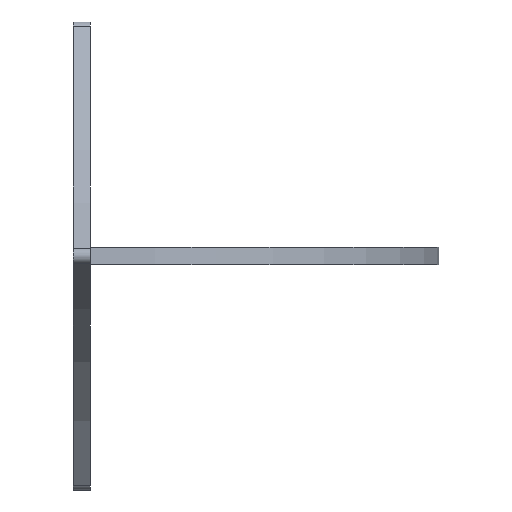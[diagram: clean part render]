
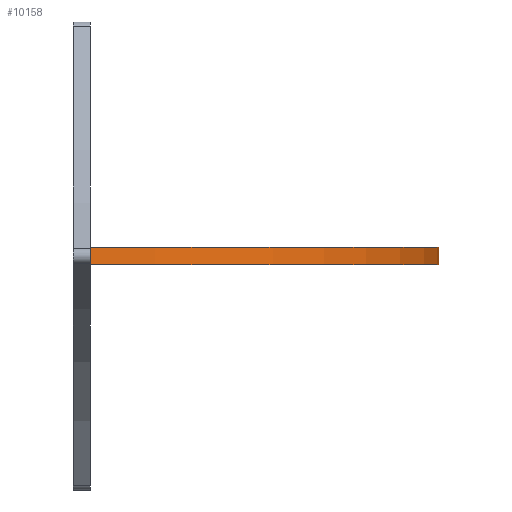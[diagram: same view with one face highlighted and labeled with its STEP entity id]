
A CAD part, front view. The second image highlights one B-rep face of the part: STEP entity #10158.
In plain terms, the highlighted cylindrical face has radius 92 mm (diameter 184 mm), a partial arc.
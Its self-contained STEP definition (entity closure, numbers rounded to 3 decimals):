
#308 = CARTESIAN_POINT ( 'NONE',  ( -9.879, 66.468, 2. ) ) ;
#495 = DIRECTION ( 'NONE',  ( 0., 0., 1. ) ) ;
#680 = CARTESIAN_POINT ( 'NONE',  ( 0., -25., -2. ) ) ;
#718 = AXIS2_PLACEMENT_3D ( 'NONE', #3596, #495, #1546 ) ;
#755 = DIRECTION ( 'NONE',  ( 0., 0., -1. ) ) ;
#974 = EDGE_LOOP ( 'NONE', ( #7344, #3824, #8969, #9821 ) ) ;
#1222 = DIRECTION ( 'NONE',  ( 0., 0., 1. ) ) ;
#1351 = DIRECTION ( 'NONE',  ( 1., 0., 0. ) ) ;
#1536 = FACE_OUTER_BOUND ( 'NONE', #974, .T. ) ;
#1546 = DIRECTION ( 'NONE',  ( 1., 0., 0. ) ) ;
#1972 = AXIS2_PLACEMENT_3D ( 'NONE', #308, #1222, #1351 ) ;
#2018 = VECTOR ( 'NONE', #8490, 1000. ) ;
#2280 = VERTEX_POINT ( 'NONE', #680 ) ;
#2307 = AXIS2_PLACEMENT_3D ( 'NONE', #6751, #755, #2820 ) ;
#2648 = CIRCLE ( 'NONE', #1972, 92. ) ;
#2820 = DIRECTION ( 'NONE',  ( -1., 0., 0. ) ) ;
#3363 = CARTESIAN_POINT ( 'NONE',  ( 0., -25., 2. ) ) ;
#3596 = CARTESIAN_POINT ( 'NONE',  ( -9.879, 66.468, -2. ) ) ;
#3734 = VERTEX_POINT ( 'NONE', #4240 ) ;
#3824 = ORIENTED_EDGE ( 'NONE', *, *, #8484, .F. ) ;
#4169 = VERTEX_POINT ( 'NONE', #10000 ) ;
#4240 = CARTESIAN_POINT ( 'NONE',  ( 0., -25., 2. ) ) ;
#4629 = DIRECTION ( 'NONE',  ( 0., 0., -1. ) ) ;
#5267 = LINE ( 'NONE', #3363, #2018 ) ;
#5408 = CIRCLE ( 'NONE', #718, 92. ) ;
#6639 = CARTESIAN_POINT ( 'NONE',  ( 82., 71.189, -2. ) ) ;
#6751 = CARTESIAN_POINT ( 'NONE',  ( -9.879, 66.468, 2. ) ) ;
#7344 = ORIENTED_EDGE ( 'NONE', *, *, #9892, .T. ) ;
#7619 = VERTEX_POINT ( 'NONE', #6639 ) ;
#7869 = CYLINDRICAL_SURFACE ( 'NONE', #2307, 92. ) ;
#8181 = LINE ( 'NONE', #9545, #9280 ) ;
#8484 = EDGE_CURVE ( 'NONE', #4169, #7619, #8181, .T. ) ;
#8490 = DIRECTION ( 'NONE',  ( 0., 0., -1. ) ) ;
#8721 = EDGE_CURVE ( 'NONE', #3734, #4169, #2648, .T. ) ;
#8969 = ORIENTED_EDGE ( 'NONE', *, *, #8721, .F. ) ;
#9280 = VECTOR ( 'NONE', #4629, 1000. ) ;
#9394 = EDGE_CURVE ( 'NONE', #3734, #2280, #5267, .T. ) ;
#9545 = CARTESIAN_POINT ( 'NONE',  ( 82., 71.189, 2. ) ) ;
#9821 = ORIENTED_EDGE ( 'NONE', *, *, #9394, .T. ) ;
#9892 = EDGE_CURVE ( 'NONE', #2280, #7619, #5408, .T. ) ;
#10000 = CARTESIAN_POINT ( 'NONE',  ( 82., 71.189, 2. ) ) ;
#10158 = ADVANCED_FACE ( 'NONE', ( #1536 ), #7869, .T. ) ;
